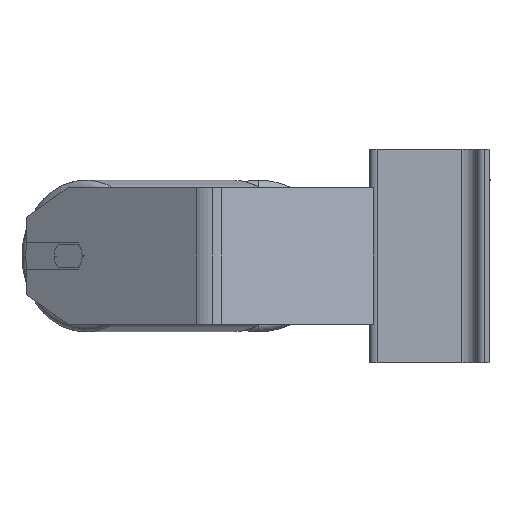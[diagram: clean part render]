
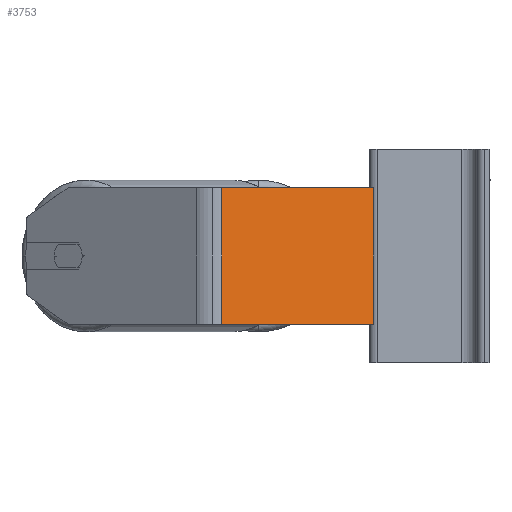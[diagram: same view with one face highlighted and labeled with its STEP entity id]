
A CAD part, left-side view. The second image highlights one B-rep face of the part: STEP entity #3753.
In plain terms, the highlighted planar face has unit normal (-0.94, -0.342, 0).
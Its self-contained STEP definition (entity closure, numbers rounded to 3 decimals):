
#1176 = LINE ( 'NONE', #4583, #4883 ) ;
#1303 = LINE ( 'NONE', #7322, #6206 ) ;
#1836 = EDGE_CURVE ( 'NONE', #8758, #3429, #6556, .T. ) ;
#1871 = EDGE_LOOP ( 'NONE', ( #9659, #9947, #7804, #9811 ) ) ;
#1915 = VECTOR ( 'NONE', #7043, 1000. ) ;
#2307 = DIRECTION ( 'NONE',  ( 0.342, -0.94, 0. ) ) ;
#2736 = CARTESIAN_POINT ( 'NONE',  ( -319.81, 104.669, -40. ) ) ;
#3239 = EDGE_CURVE ( 'NONE', #6270, #10661, #1176, .T. ) ;
#3294 = FACE_OUTER_BOUND ( 'NONE', #1871, .T. ) ;
#3429 = VERTEX_POINT ( 'NONE', #9149 ) ;
#3564 = CARTESIAN_POINT ( 'NONE',  ( -322.658, 112.496, 40. ) ) ;
#3753 = ADVANCED_FACE ( 'NONE', ( #3294 ), #9299, .F. ) ;
#4583 = CARTESIAN_POINT ( 'NONE',  ( -322.658, 112.496, -40. ) ) ;
#4883 = VECTOR ( 'NONE', #10268, 1000. ) ;
#5178 = DIRECTION ( 'NONE',  ( -0.342, 0.94, 0. ) ) ;
#5779 = AXIS2_PLACEMENT_3D ( 'NONE', #3564, #6024, #5178 ) ;
#6024 = DIRECTION ( 'NONE',  ( 0.94, 0.342, 0. ) ) ;
#6206 = VECTOR ( 'NONE', #7990, 1000. ) ;
#6270 = VERTEX_POINT ( 'NONE', #2736 ) ;
#6556 = LINE ( 'NONE', #9953, #10736 ) ;
#7043 = DIRECTION ( 'NONE',  ( 0., 0., -1. ) ) ;
#7322 = CARTESIAN_POINT ( 'NONE',  ( -319.81, 104.669, 40. ) ) ;
#7804 = ORIENTED_EDGE ( 'NONE', *, *, #1836, .F. ) ;
#7990 = DIRECTION ( 'NONE',  ( 0., 0., -1. ) ) ;
#8495 = EDGE_CURVE ( 'NONE', #3429, #10661, #9611, .T. ) ;
#8758 = VERTEX_POINT ( 'NONE', #10424 ) ;
#9149 = CARTESIAN_POINT ( 'NONE',  ( -287.518, 15.948, 40. ) ) ;
#9154 = EDGE_CURVE ( 'NONE', #8758, #6270, #1303, .T. ) ;
#9299 = PLANE ( 'NONE',  #5779 ) ;
#9611 = LINE ( 'NONE', #10766, #1915 ) ;
#9659 = ORIENTED_EDGE ( 'NONE', *, *, #3239, .T. ) ;
#9811 = ORIENTED_EDGE ( 'NONE', *, *, #9154, .T. ) ;
#9947 = ORIENTED_EDGE ( 'NONE', *, *, #8495, .F. ) ;
#9953 = CARTESIAN_POINT ( 'NONE',  ( -322.658, 112.496, 40. ) ) ;
#10268 = DIRECTION ( 'NONE',  ( 0.342, -0.94, 0. ) ) ;
#10285 = CARTESIAN_POINT ( 'NONE',  ( -287.518, 15.948, -40. ) ) ;
#10424 = CARTESIAN_POINT ( 'NONE',  ( -319.81, 104.669, 40. ) ) ;
#10661 = VERTEX_POINT ( 'NONE', #10285 ) ;
#10736 = VECTOR ( 'NONE', #2307, 1000. ) ;
#10766 = CARTESIAN_POINT ( 'NONE',  ( -287.518, 15.948, 40. ) ) ;
